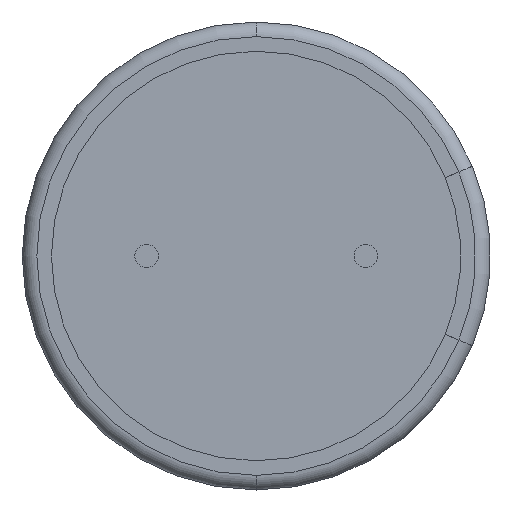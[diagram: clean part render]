
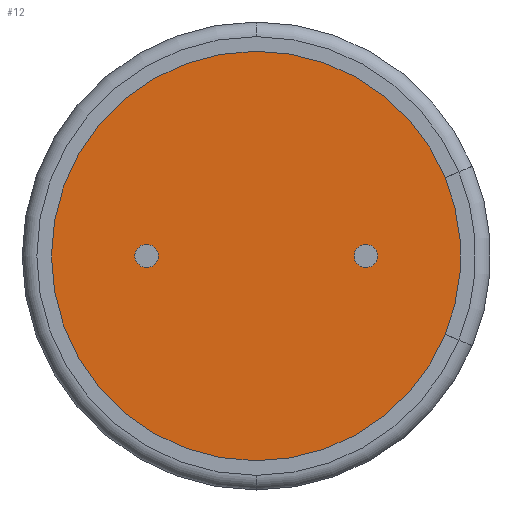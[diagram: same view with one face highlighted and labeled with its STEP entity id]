
A CAD part, front view. The second image highlights one B-rep face of the part: STEP entity #12.
In plain terms, the highlighted planar face has unit normal (0, -1, 0).
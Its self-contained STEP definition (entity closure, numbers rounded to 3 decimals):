
#7 = DIRECTION ( 'NONE',  ( 0., 0., 1. ) ) ;
#12 = ADVANCED_FACE ( 'NONE', ( #92, #687, #2054 ), #516, .T. ) ;
#81 = VERTEX_POINT ( 'NONE', #1414 ) ;
#92 = FACE_OUTER_BOUND ( 'NONE', #808, .T. ) ;
#121 = DIRECTION ( 'NONE',  ( 0., 0., -1. ) ) ;
#162 = EDGE_CURVE ( 'NONE', #2154, #789, #235, .T. ) ;
#170 = AXIS2_PLACEMENT_3D ( 'NONE', #1251, #1428, #1608 ) ;
#185 = ORIENTED_EDGE ( 'NONE', *, *, #1692, .T. ) ;
#192 = ORIENTED_EDGE ( 'NONE', *, *, #455, .F. ) ;
#203 = EDGE_CURVE ( 'NONE', #785, #643, #634, .T. ) ;
#210 = ORIENTED_EDGE ( 'NONE', *, *, #887, .T. ) ;
#234 = AXIS2_PLACEMENT_3D ( 'NONE', #399, #1601, #1245 ) ;
#235 = CIRCLE ( 'NONE', #1145, 0.4 ) ;
#236 = CIRCLE ( 'NONE', #731, 7. ) ;
#272 = VERTEX_POINT ( 'NONE', #798 ) ;
#276 = DIRECTION ( 'NONE',  ( 0., -1., 0. ) ) ;
#291 = LINE ( 'NONE', #1788, #1593 ) ;
#318 = VERTEX_POINT ( 'NONE', #819 ) ;
#320 = ORIENTED_EDGE ( 'NONE', *, *, #1625, .T. ) ;
#328 = CIRCLE ( 'NONE', #170, 7. ) ;
#340 = AXIS2_PLACEMENT_3D ( 'NONE', #2168, #1137, #121 ) ;
#399 = CARTESIAN_POINT ( 'NONE',  ( 0., 0.3, 0. ) ) ;
#406 = CARTESIAN_POINT ( 'NONE',  ( 0., 0.3, 0. ) ) ;
#423 = VECTOR ( 'NONE', #1641, 1000. ) ;
#455 = EDGE_CURVE ( 'NONE', #318, #833, #1325, .T. ) ;
#511 = EDGE_CURVE ( 'NONE', #833, #318, #2107, .T. ) ;
#516 = PLANE ( 'NONE',  #234 ) ;
#526 = ORIENTED_EDGE ( 'NONE', *, *, #940, .F. ) ;
#613 = CARTESIAN_POINT ( 'NONE',  ( -0.001, 0.3, -0.004 ) ) ;
#634 = LINE ( 'NONE', #613, #423 ) ;
#643 = VERTEX_POINT ( 'NONE', #2126 ) ;
#667 = ORIENTED_EDGE ( 'NONE', *, *, #162, .F. ) ;
#670 = DIRECTION ( 'NONE',  ( 0., -1., 0. ) ) ;
#687 = FACE_BOUND ( 'NONE', #793, .T. ) ;
#694 = ORIENTED_EDGE ( 'NONE', *, *, #988, .T. ) ;
#710 = VERTEX_POINT ( 'NONE', #2123 ) ;
#731 = AXIS2_PLACEMENT_3D ( 'NONE', #406, #1778, #1950 ) ;
#748 = CARTESIAN_POINT ( 'NONE',  ( -3.75, 0.3, 0. ) ) ;
#755 = DIRECTION ( 'NONE',  ( -0.924, 0., -0.383 ) ) ;
#778 = CARTESIAN_POINT ( 'NONE',  ( -3.75, 0.3, 0. ) ) ;
#785 = VERTEX_POINT ( 'NONE', #1244 ) ;
#789 = VERTEX_POINT ( 'NONE', #2110 ) ;
#793 = EDGE_LOOP ( 'NONE', ( #192, #1521 ) ) ;
#798 = CARTESIAN_POINT ( 'NONE',  ( 0., 0.3, 7. ) ) ;
#808 = EDGE_LOOP ( 'NONE', ( #526, #320, #185, #694, #1520, #210 ) ) ;
#819 = CARTESIAN_POINT ( 'NONE',  ( 3.75, 0.3, 0.4 ) ) ;
#833 = VERTEX_POINT ( 'NONE', #1069 ) ;
#887 = EDGE_CURVE ( 'NONE', #643, #1119, #328, .T. ) ;
#940 = EDGE_CURVE ( 'NONE', #81, #1119, #291, .T. ) ;
#953 = DIRECTION ( 'NONE',  ( 0., 0., -1. ) ) ;
#988 = EDGE_CURVE ( 'NONE', #710, #785, #236, .T. ) ;
#1030 = DIRECTION ( 'NONE',  ( 0., -1., 0. ) ) ;
#1069 = CARTESIAN_POINT ( 'NONE',  ( 3.75, 0.3, -0.4 ) ) ;
#1119 = VERTEX_POINT ( 'NONE', #1281 ) ;
#1127 = EDGE_LOOP ( 'NONE', ( #1872, #667 ) ) ;
#1137 = DIRECTION ( 'NONE',  ( 0., -1., 0. ) ) ;
#1145 = AXIS2_PLACEMENT_3D ( 'NONE', #748, #1774, #1433 ) ;
#1197 = AXIS2_PLACEMENT_3D ( 'NONE', #2062, #1030, #7 ) ;
#1244 = CARTESIAN_POINT ( 'NONE',  ( 6.466, 0.3, -2.682 ) ) ;
#1245 = DIRECTION ( 'NONE',  ( 0., 0., -1. ) ) ;
#1251 = CARTESIAN_POINT ( 'NONE',  ( -0.01, 0.3, 0. ) ) ;
#1281 = CARTESIAN_POINT ( 'NONE',  ( 6.457, 0.3, 2.679 ) ) ;
#1293 = CARTESIAN_POINT ( 'NONE',  ( 0., 0.3, 0. ) ) ;
#1325 = CIRCLE ( 'NONE', #2171, 0.4 ) ;
#1414 = CARTESIAN_POINT ( 'NONE',  ( 6.466, 0.3, 2.682 ) ) ;
#1428 = DIRECTION ( 'NONE',  ( 0., -1., 0. ) ) ;
#1433 = DIRECTION ( 'NONE',  ( 0., 0., -1. ) ) ;
#1475 = DIRECTION ( 'NONE',  ( 0., 0., -1. ) ) ;
#1520 = ORIENTED_EDGE ( 'NONE', *, *, #203, .T. ) ;
#1521 = ORIENTED_EDGE ( 'NONE', *, *, #511, .F. ) ;
#1565 = EDGE_CURVE ( 'NONE', #789, #2154, #1830, .T. ) ;
#1593 = VECTOR ( 'NONE', #755, 1000. ) ;
#1601 = DIRECTION ( 'NONE',  ( 0., -1., 0. ) ) ;
#1608 = DIRECTION ( 'NONE',  ( 0., 0., -1. ) ) ;
#1625 = EDGE_CURVE ( 'NONE', #81, #272, #1770, .T. ) ;
#1638 = CARTESIAN_POINT ( 'NONE',  ( -3.75, 0.3, -0.4 ) ) ;
#1641 = DIRECTION ( 'NONE',  ( -0.924, 0., 0.383 ) ) ;
#1655 = AXIS2_PLACEMENT_3D ( 'NONE', #778, #1983, #953 ) ;
#1692 = EDGE_CURVE ( 'NONE', #272, #710, #1712, .T. ) ;
#1694 = CARTESIAN_POINT ( 'NONE',  ( 3.75, 0.3, 0. ) ) ;
#1712 = CIRCLE ( 'NONE', #340, 7. ) ;
#1770 = CIRCLE ( 'NONE', #2117, 7. ) ;
#1774 = DIRECTION ( 'NONE',  ( 0., -1., 0. ) ) ;
#1778 = DIRECTION ( 'NONE',  ( 0., -1., 0. ) ) ;
#1788 = CARTESIAN_POINT ( 'NONE',  ( -0.001, 0.3, 0.004 ) ) ;
#1830 = CIRCLE ( 'NONE', #1655, 0.4 ) ;
#1869 = DIRECTION ( 'NONE',  ( 0., 0., 1. ) ) ;
#1872 = ORIENTED_EDGE ( 'NONE', *, *, #1565, .F. ) ;
#1950 = DIRECTION ( 'NONE',  ( 0., 0., -1. ) ) ;
#1983 = DIRECTION ( 'NONE',  ( 0., -1., 0. ) ) ;
#2054 = FACE_BOUND ( 'NONE', #1127, .T. ) ;
#2062 = CARTESIAN_POINT ( 'NONE',  ( 3.75, 0.3, 0. ) ) ;
#2107 = CIRCLE ( 'NONE', #1197, 0.4 ) ;
#2110 = CARTESIAN_POINT ( 'NONE',  ( -3.75, 0.3, 0.4 ) ) ;
#2117 = AXIS2_PLACEMENT_3D ( 'NONE', #1293, #276, #1475 ) ;
#2123 = CARTESIAN_POINT ( 'NONE',  ( 0., 0.3, -7. ) ) ;
#2126 = CARTESIAN_POINT ( 'NONE',  ( 6.457, 0.3, -2.679 ) ) ;
#2154 = VERTEX_POINT ( 'NONE', #1638 ) ;
#2168 = CARTESIAN_POINT ( 'NONE',  ( 0., 0.3, 0. ) ) ;
#2171 = AXIS2_PLACEMENT_3D ( 'NONE', #1694, #670, #1869 ) ;
